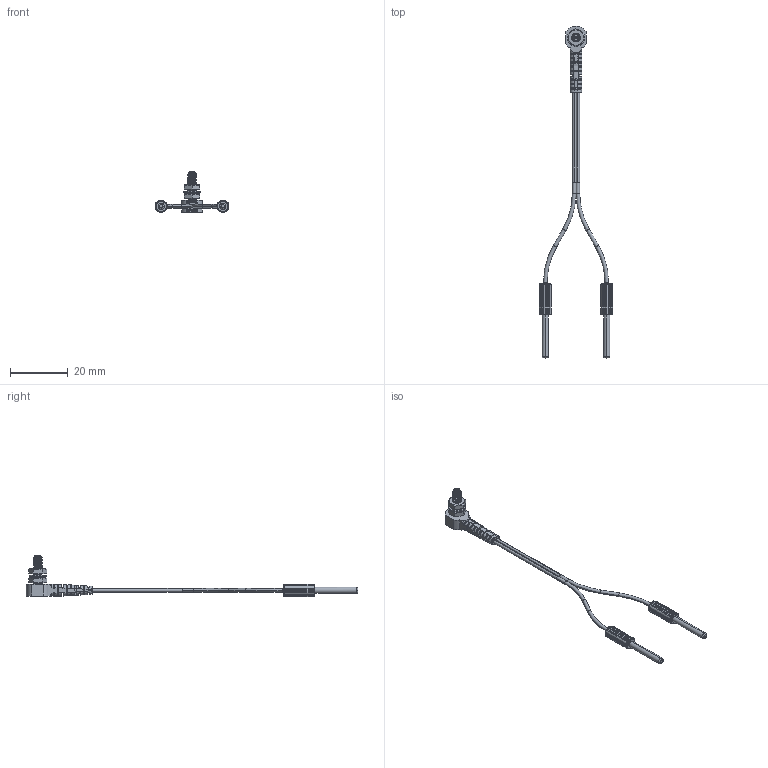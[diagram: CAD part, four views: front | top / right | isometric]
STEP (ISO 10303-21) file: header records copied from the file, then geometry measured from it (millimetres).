
FILE_DESCRIPTION((''),'2;1');
FILE_NAME('194315_ASM','2016-08-11T',('pdmadmin'),(''),'PRO/ENGINEER BY PARAMETRIC TECHNOLOGY CORPORATION, 2016010','PRO/ENGINEER BY PARAMETRIC TECHNOLOGY CORPORATION, 2016010','');
FILE_SCHEMA(('CONFIG_CONTROL_DESIGN'));
Length unit declared in the file: inch
Products named in the file (5): 97769; 08396_M3X0; 08393_M3_ITLW_NI_PLATE; 97769_ASM; 194315_ASM
Assembly tree (5 placements, depth 3):
  194315_ASM
    97769_ASM
      97769
      08396_M3X0  x2
      08393_M3_ITLW_NI_PLATE
Bounding box: 25.3 x 114.97 x 14.21 mm (x, y, z)
Volume: 1050.9 mm3; surface area: 1965.4 mm2
Topology: 4 solids, 4 shells, 649 faces, 1729 edges, 1098 vertices
Faces by surface type: cylinder 294, bspline 147, plane 121, cone 49, torus 36, extrusion 2
Entity records: 29850 total; most frequent: CARTESIAN_POINT 15637, ORIENTED_EDGE 3322, DIRECTION 2477, EDGE_CURVE 1661, VERTEX_POINT 1060, AXIS2_PLACEMENT_3D 966, B_SPLINE_CURVE_WITH_KNOTS 636, EDGE_LOOP 631
